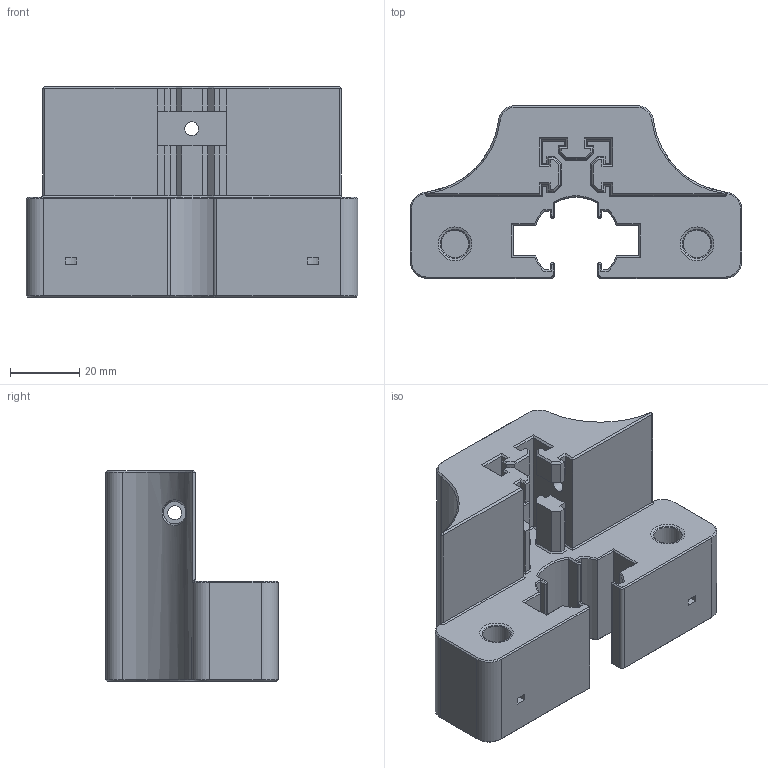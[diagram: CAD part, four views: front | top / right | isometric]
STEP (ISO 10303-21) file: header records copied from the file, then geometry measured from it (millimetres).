
FILE_DESCRIPTION(/* description */ (''),/* implementation_level */ '2;1');
FILE_NAME(/* name */ 'Y-idler.step',/* time_stamp */ '2025-04-05T17:13:27+02:00',/* author */ (''),/* organization */ (''),/* preprocessor_version */ 'ST-DEVELOPER v20.1',/* originating_system */ 'Autodesk Translation Framework v14.4.0.0',/* authorisation */ '');
FILE_SCHEMA (('AUTOMOTIVE_DESIGN { 1 0 10303 214 3 1 1 }'));
Length unit declared in the file: millimetre
Products named in the file (1): (Unsaved)
Bounding box: 96 x 50 x 61 mm (x, y, z)
Volume: 125976.8 mm3; surface area: 27028.5 mm2
Topology: 1 solids, 1 shells, 320 faces, 772 edges, 449 vertices
Faces by surface type: plane 231, cone 54, cylinder 33, bspline 2
Full cylindrical faces by diameter (mm): 4 x3, 6.5 x2, 7.5 x1, 8 x2
Entity records: 9428 total; most frequent: CARTESIAN_POINT 2059, ORIENTED_EDGE 1528, DIRECTION 1477, EDGE_CURVE 764, LINE 611, VECTOR 611, VERTEX_POINT 449, AXIS2_PLACEMENT_3D 433
